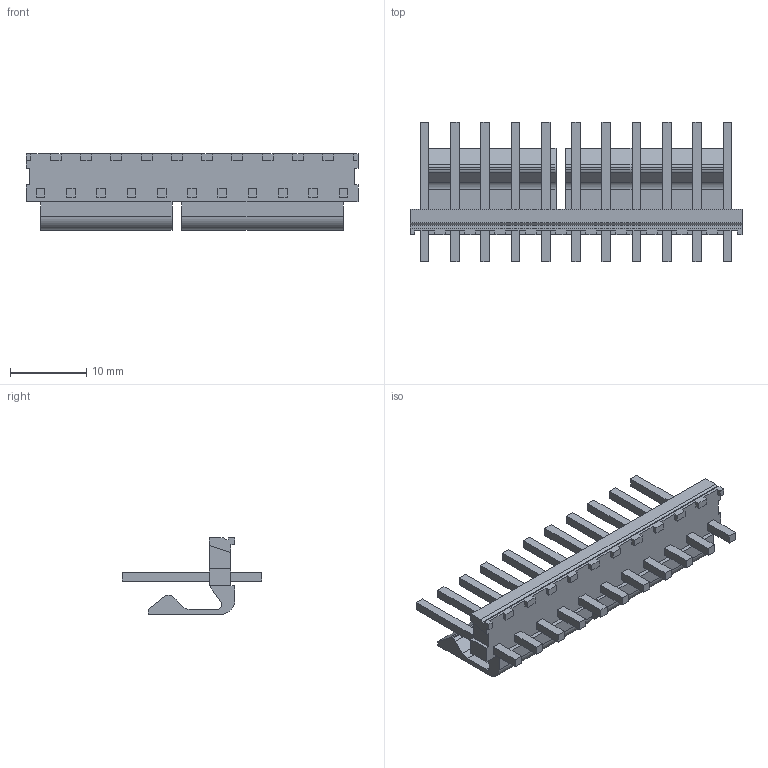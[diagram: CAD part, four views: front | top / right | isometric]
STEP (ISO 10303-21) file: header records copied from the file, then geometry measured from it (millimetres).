
FILE_DESCRIPTION((''),'2;1');
FILE_NAME('026604110','2009-06-04T',('gga'),(''),'PRO/ENGINEER BY PARAMETRIC TECHNOLOGY CORPORATION, 2003451','PRO/ENGINEER BY PARAMETRIC TECHNOLOGY CORPORATION, 2003451','');
FILE_SCHEMA(('CONFIG_CONTROL_DESIGN'));
Length unit declared in the file: inch
Products named in the file (1): 026604110
Bounding box: 43.43 x 18.29 x 10.01 mm (x, y, z)
Volume: 1703.2 mm3; surface area: 2750.1 mm2
Topology: 1 solids, 1 shells, 208 faces, 566 edges, 382 vertices
Faces by surface type: plane 198, cylinder 10
Entity records: 6482 total; most frequent: CARTESIAN_POINT 1136, ORIENTED_EDGE 1088, DIRECTION 1028, EDGE_CURVE 544, VECTOR 524, LINE 524, VERTEX_POINT 360, AXIS2_PLACEMENT_3D 252
